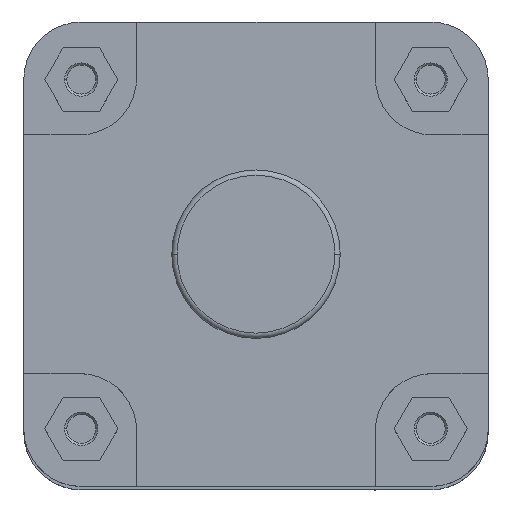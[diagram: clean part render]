
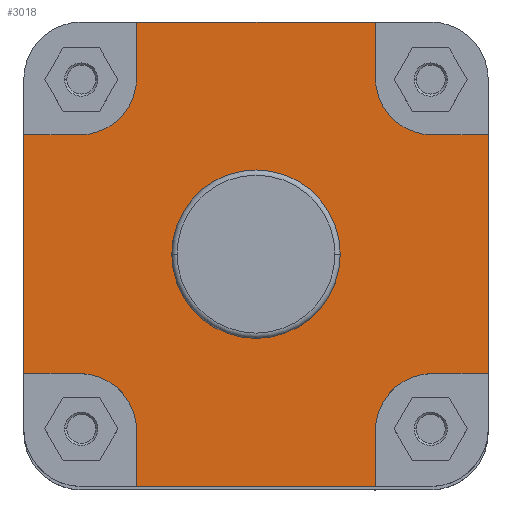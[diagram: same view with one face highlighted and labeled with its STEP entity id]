
A CAD part, top view. The second image highlights one B-rep face of the part: STEP entity #3018.
In plain terms, the highlighted planar face has unit normal (0, 0, 1).
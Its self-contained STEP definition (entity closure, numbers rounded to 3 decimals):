
#561 = EDGE_LOOP ( 'NONE', ( #1270, #1269, #1268, #1267, #1266, #1265, #1264, #1263, #1262, #1261, #1260, #1259, #1258, #1257, #1256, #1255 ) ) ;
#579 = EDGE_LOOP ( 'NONE', ( #1272, #1271 ) ) ;
#1255 = ORIENTED_EDGE ( 'NONE', *, *, #3330, .F. ) ;
#1256 = ORIENTED_EDGE ( 'NONE', *, *, #3332, .F. ) ;
#1257 = ORIENTED_EDGE ( 'NONE', *, *, #3333, .F. ) ;
#1258 = ORIENTED_EDGE ( 'NONE', *, *, #3334, .F. ) ;
#1259 = ORIENTED_EDGE ( 'NONE', *, *, #3335, .F. ) ;
#1260 = ORIENTED_EDGE ( 'NONE', *, *, #3336, .F. ) ;
#1261 = ORIENTED_EDGE ( 'NONE', *, *, #3337, .F. ) ;
#1262 = ORIENTED_EDGE ( 'NONE', *, *, #3338, .F. ) ;
#1263 = ORIENTED_EDGE ( 'NONE', *, *, #3339, .F. ) ;
#1264 = ORIENTED_EDGE ( 'NONE', *, *, #3345, .F. ) ;
#1265 = ORIENTED_EDGE ( 'NONE', *, *, #3346, .F. ) ;
#1266 = ORIENTED_EDGE ( 'NONE', *, *, #3347, .T. ) ;
#1267 = ORIENTED_EDGE ( 'NONE', *, *, #3354, .F. ) ;
#1268 = ORIENTED_EDGE ( 'NONE', *, *, #3349, .F. ) ;
#1269 = ORIENTED_EDGE ( 'NONE', *, *, #3351, .F. ) ;
#1270 = ORIENTED_EDGE ( 'NONE', *, *, #3350, .T. ) ;
#1271 = ORIENTED_EDGE ( 'NONE', *, *, #3352, .F. ) ;
#1272 = ORIENTED_EDGE ( 'NONE', *, *, #3458, .F. ) ;
#1677 = FACE_OUTER_BOUND ( 'NONE', #561, .T. ) ;
#1678 = FACE_BOUND ( 'NONE', #579, .T. ) ;
#2581 = CARTESIAN_POINT ( 'NONE',  ( -83.75, 56.5, -65.368 ) ) ;
#2582 = DIRECTION ( 'NONE',  ( 1., 0., 0. ) ) ;
#2583 = CARTESIAN_POINT ( 'NONE',  ( 83.75, 83.75, -65.368 ) ) ;
#2586 = CARTESIAN_POINT ( 'NONE',  ( -83.75, 83.75, -65.368 ) ) ;
#2588 = DIRECTION ( 'NONE',  ( 0., 0., 1. ) ) ;
#2589 = DIRECTION ( 'NONE',  ( -1., 0., 0. ) ) ;
#2590 = CARTESIAN_POINT ( 'NONE',  ( -56.5, 110., -65.368 ) ) ;
#2591 = DIRECTION ( 'NONE',  ( 0., 1., 0. ) ) ;
#2592 = CARTESIAN_POINT ( 'NONE',  ( 0., 110., -65.368 ) ) ;
#2593 = DIRECTION ( 'NONE',  ( 1., 0., 0. ) ) ;
#2594 = CARTESIAN_POINT ( 'NONE',  ( 56.5, 83.75, -65.368 ) ) ;
#2595 = DIRECTION ( 'NONE',  ( 0., -1., 0. ) ) ;
#2596 = DIRECTION ( 'NONE',  ( 0., 0., 1. ) ) ;
#2597 = DIRECTION ( 'NONE',  ( -1., 0., 0. ) ) ;
#2598 = CARTESIAN_POINT ( 'NONE',  ( 110., 56.5, -65.368 ) ) ;
#2599 = DIRECTION ( 'NONE',  ( 1., 0., 0. ) ) ;
#2600 = CARTESIAN_POINT ( 'NONE',  ( 110., -242.141, -65.368 ) ) ;
#2601 = DIRECTION ( 'NONE',  ( 0., -1., 0. ) ) ;
#2602 = CARTESIAN_POINT ( 'NONE',  ( 83.75, -56.5, -65.368 ) ) ;
#2603 = DIRECTION ( 'NONE',  ( -1., 0., 0. ) ) ;
#2609 = CARTESIAN_POINT ( 'NONE',  ( 83.75, -83.75, -65.368 ) ) ;
#2617 = DIRECTION ( 'NONE',  ( 0., 0., 1. ) ) ;
#2618 = DIRECTION ( 'NONE',  ( -1., 0., 0. ) ) ;
#2619 = CARTESIAN_POINT ( 'NONE',  ( 56.5, -110., -65.368 ) ) ;
#2620 = DIRECTION ( 'NONE',  ( 0., -1., 0. ) ) ;
#2621 = CARTESIAN_POINT ( 'NONE',  ( 0., -110., -65.368 ) ) ;
#2622 = DIRECTION ( 'NONE',  ( 1., 0., 0. ) ) ;
#2623 = CARTESIAN_POINT ( 'NONE',  ( 0., 0., -65.368 ) ) ;
#2625 = CARTESIAN_POINT ( 'NONE',  ( -83.75, -83.75, -65.368 ) ) ;
#2627 = DIRECTION ( 'NONE',  ( 0., 0., 1. ) ) ;
#2628 = DIRECTION ( 'NONE',  ( -1., 0., 0. ) ) ;
#2629 = CARTESIAN_POINT ( 'NONE',  ( -110., -242.141, -65.368 ) ) ;
#2630 = DIRECTION ( 'NONE',  ( 0., -1., 0. ) ) ;
#2631 = CARTESIAN_POINT ( 'NONE',  ( -110., -56.5, -65.368 ) ) ;
#2632 = DIRECTION ( 'NONE',  ( -1., 0., 0. ) ) ;
#2634 = DIRECTION ( 'NONE',  ( 0., 0., 1. ) ) ;
#2635 = DIRECTION ( 'NONE',  ( 1., 0., 0. ) ) ;
#2638 = CARTESIAN_POINT ( 'NONE',  ( -56.5, -83.75, -65.368 ) ) ;
#2639 = DIRECTION ( 'NONE',  ( 0., 1., 0. ) ) ;
#2874 = CARTESIAN_POINT ( 'NONE',  ( 0., 0., -65.368 ) ) ;
#2879 = DIRECTION ( 'NONE',  ( 0., 0., 1. ) ) ;
#2880 = DIRECTION ( 'NONE',  ( 1., 0., 0. ) ) ;
#3018 = ADVANCED_FACE ( 'NONE', ( #1678, #1677 ), #5119, .F. ) ;
#3330 = EDGE_CURVE ( 'NONE', #5878, #6062, #4981, .T. ) ;
#3332 = EDGE_CURVE ( 'NONE', #6062, #4630, #4996, .T. ) ;
#3333 = EDGE_CURVE ( 'NONE', #4630, #5069, #4975, .T. ) ;
#3334 = EDGE_CURVE ( 'NONE', #5069, #5770, #4997, .T. ) ;
#3335 = EDGE_CURVE ( 'NONE', #5770, #5449, #4999, .T. ) ;
#3336 = EDGE_CURVE ( 'NONE', #5449, #5198, #5005, .T. ) ;
#3337 = EDGE_CURVE ( 'NONE', #5198, #4992, #4993, .T. ) ;
#3338 = EDGE_CURVE ( 'NONE', #4992, #5049, #5007, .T. ) ;
#3339 = EDGE_CURVE ( 'NONE', #5049, #5122, #5010, .T. ) ;
#3345 = EDGE_CURVE ( 'NONE', #5122, #6111, #5026, .T. ) ;
#3346 = EDGE_CURVE ( 'NONE', #6111, #5179, #5016, .T. ) ;
#3347 = EDGE_CURVE ( 'NONE', #6165, #5179, #5028, .T. ) ;
#3349 = EDGE_CURVE ( 'NONE', #6017, #4484, #5043, .T. ) ;
#3350 = EDGE_CURVE ( 'NONE', #5878, #6074, #5035, .T. ) ;
#3351 = EDGE_CURVE ( 'NONE', #4484, #6074, #5045, .T. ) ;
#3352 = EDGE_CURVE ( 'NONE', #4860, #4495, #5053, .T. ) ;
#3354 = EDGE_CURVE ( 'NONE', #6165, #6017, #5054, .T. ) ;
#3458 = EDGE_CURVE ( 'NONE', #4495, #4860, #5375, .T. ) ;
#3825 = AXIS2_PLACEMENT_3D ( 'NONE', #4596, #6150, #4547 ) ;
#4010 = AXIS2_PLACEMENT_3D ( 'NONE', #2586, #2588, #2589 ) ;
#4011 = AXIS2_PLACEMENT_3D ( 'NONE', #2609, #2617, #2618 ) ;
#4012 = AXIS2_PLACEMENT_3D ( 'NONE', #2623, #2634, #2635 ) ;
#4013 = AXIS2_PLACEMENT_3D ( 'NONE', #2583, #2596, #2597 ) ;
#4016 = AXIS2_PLACEMENT_3D ( 'NONE', #2625, #2627, #2628 ) ;
#4050 = AXIS2_PLACEMENT_3D ( 'NONE', #2874, #2879, #2880 ) ;
#4484 = VERTEX_POINT ( 'NONE', #6665 ) ;
#4495 = VERTEX_POINT ( 'NONE', #6667 ) ;
#4547 = DIRECTION ( 'NONE',  ( -1., 0., 0. ) ) ;
#4596 = CARTESIAN_POINT ( 'NONE',  ( 0., 39.9, -65.368 ) ) ;
#4630 = VERTEX_POINT ( 'NONE', #6679 ) ;
#4860 = VERTEX_POINT ( 'NONE', #6712 ) ;
#4975 = LINE ( 'NONE', #2590, #4980 ) ;
#4980 = VECTOR ( 'NONE', #2591, 1000. ) ;
#4981 = LINE ( 'NONE', #2581, #4982 ) ;
#4982 = VECTOR ( 'NONE', #2582, 1000. ) ;
#4992 = VERTEX_POINT ( 'NONE', #6736 ) ;
#4993 = LINE ( 'NONE', #2598, #4994 ) ;
#4994 = VECTOR ( 'NONE', #2599, 1000. ) ;
#4996 = CIRCLE ( 'NONE', #4010, 27.25 ) ;
#4997 = LINE ( 'NONE', #2592, #4998 ) ;
#4998 = VECTOR ( 'NONE', #2593, 1000. ) ;
#4999 = LINE ( 'NONE', #2594, #5001 ) ;
#5001 = VECTOR ( 'NONE', #2595, 1000. ) ;
#5005 = CIRCLE ( 'NONE', #4013, 27.25 ) ;
#5007 = LINE ( 'NONE', #2600, #5009 ) ;
#5009 = VECTOR ( 'NONE', #2601, 1000. ) ;
#5010 = LINE ( 'NONE', #2602, #5011 ) ;
#5011 = VECTOR ( 'NONE', #2603, 1000. ) ;
#5016 = LINE ( 'NONE', #2619, #5021 ) ;
#5017 = VECTOR ( 'NONE', #2630, 1000. ) ;
#5021 = VECTOR ( 'NONE', #2620, 1000. ) ;
#5026 = CIRCLE ( 'NONE', #4011, 27.25 ) ;
#5028 = LINE ( 'NONE', #2621, #5030 ) ;
#5030 = VECTOR ( 'NONE', #2622, 1000. ) ;
#5035 = LINE ( 'NONE', #2629, #5017 ) ;
#5043 = CIRCLE ( 'NONE', #4016, 27.25 ) ;
#5045 = LINE ( 'NONE', #2631, #5046 ) ;
#5046 = VECTOR ( 'NONE', #2632, 1000. ) ;
#5049 = VERTEX_POINT ( 'NONE', #6744 ) ;
#5053 = CIRCLE ( 'NONE', #4012, 39.9 ) ;
#5054 = LINE ( 'NONE', #2638, #5055 ) ;
#5055 = VECTOR ( 'NONE', #2639, 1000. ) ;
#5069 = VERTEX_POINT ( 'NONE', #6747 ) ;
#5119 = PLANE ( 'NONE',  #3825 ) ;
#5122 = VERTEX_POINT ( 'NONE', #6757 ) ;
#5179 = VERTEX_POINT ( 'NONE', #6769 ) ;
#5198 = VERTEX_POINT ( 'NONE', #6776 ) ;
#5375 = CIRCLE ( 'NONE', #4050, 39.9 ) ;
#5449 = VERTEX_POINT ( 'NONE', #6852 ) ;
#5770 = VERTEX_POINT ( 'NONE', #6902 ) ;
#5878 = VERTEX_POINT ( 'NONE', #6920 ) ;
#6017 = VERTEX_POINT ( 'NONE', #6953 ) ;
#6062 = VERTEX_POINT ( 'NONE', #6967 ) ;
#6074 = VERTEX_POINT ( 'NONE', #6971 ) ;
#6111 = VERTEX_POINT ( 'NONE', #6975 ) ;
#6150 = DIRECTION ( 'NONE',  ( 0., 0., -1. ) ) ;
#6165 = VERTEX_POINT ( 'NONE', #6983 ) ;
#6665 = CARTESIAN_POINT ( 'NONE',  ( -83.75, -56.5, -65.368 ) ) ;
#6667 = CARTESIAN_POINT ( 'NONE',  ( 39.9, 0., -65.368 ) ) ;
#6679 = CARTESIAN_POINT ( 'NONE',  ( -56.5, 83.75, -65.368 ) ) ;
#6712 = CARTESIAN_POINT ( 'NONE',  ( -39.9, 0., -65.368 ) ) ;
#6736 = CARTESIAN_POINT ( 'NONE',  ( 110., 56.5, -65.368 ) ) ;
#6744 = CARTESIAN_POINT ( 'NONE',  ( 110., -56.5, -65.368 ) ) ;
#6747 = CARTESIAN_POINT ( 'NONE',  ( -56.5, 110., -65.368 ) ) ;
#6757 = CARTESIAN_POINT ( 'NONE',  ( 83.75, -56.5, -65.368 ) ) ;
#6769 = CARTESIAN_POINT ( 'NONE',  ( 56.5, -110., -65.368 ) ) ;
#6776 = CARTESIAN_POINT ( 'NONE',  ( 83.75, 56.5, -65.368 ) ) ;
#6852 = CARTESIAN_POINT ( 'NONE',  ( 56.5, 83.75, -65.368 ) ) ;
#6902 = CARTESIAN_POINT ( 'NONE',  ( 56.5, 110., -65.368 ) ) ;
#6920 = CARTESIAN_POINT ( 'NONE',  ( -110., 56.5, -65.368 ) ) ;
#6953 = CARTESIAN_POINT ( 'NONE',  ( -56.5, -83.75, -65.368 ) ) ;
#6967 = CARTESIAN_POINT ( 'NONE',  ( -83.75, 56.5, -65.368 ) ) ;
#6971 = CARTESIAN_POINT ( 'NONE',  ( -110., -56.5, -65.368 ) ) ;
#6975 = CARTESIAN_POINT ( 'NONE',  ( 56.5, -83.75, -65.368 ) ) ;
#6983 = CARTESIAN_POINT ( 'NONE',  ( -56.5, -110., -65.368 ) ) ;
